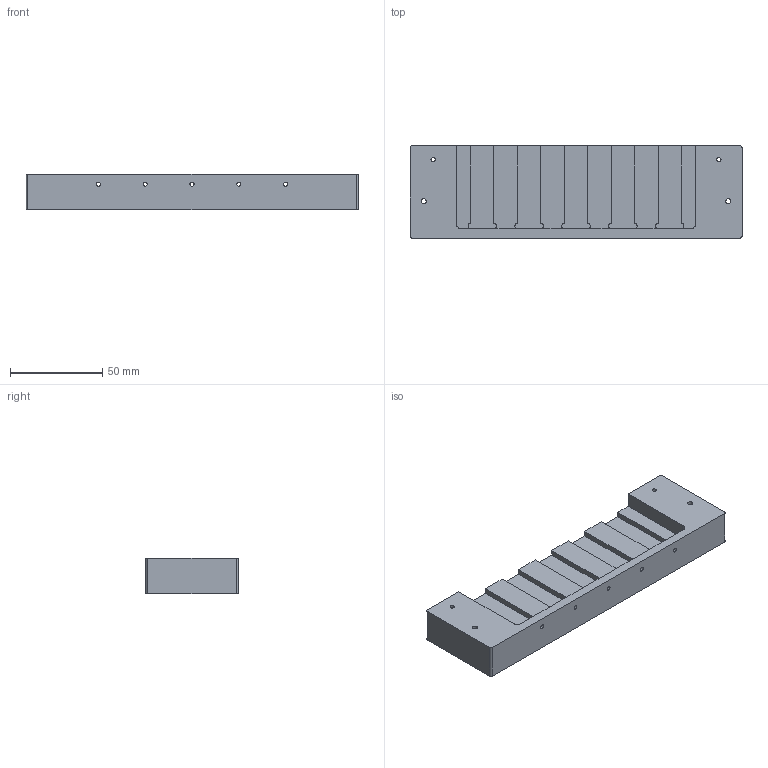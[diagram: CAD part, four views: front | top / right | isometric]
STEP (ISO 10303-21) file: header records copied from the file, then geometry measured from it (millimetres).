
FILE_DESCRIPTION(('FreeCAD Model'),'2;1');
FILE_NAME('cuvette_block.step','2013-05-25T13:40:33',('FreeCAD'),('FreeCAD'), 'Open CASCADE STEP processor 6.3','FreeCAD','Unknown');
FILE_SCHEMA(('AUTOMOTIVE_DESIGN_CC2 { 1 2 10303 214 -1 1 5 4 }'));
Length unit declared in the file: millimetre
Products named in the file (1): Open CASCADE STEP translator 6.3 1
Bounding box: 180 x 50 x 19.05 mm (x, y, z)
Volume: 114187.3 mm3; surface area: 29543.9 mm2
Topology: 1 solids, 1 shells, 70 faces, 193 edges, 125 vertices
Faces by surface type: plane 45, cylinder 25
Full cylindrical faces by diameter (mm): 2.26 x5, 2.261 x2, 2.705 x2
Entity records: 4852 total; most frequent: CARTESIAN_POINT 913, DIRECTION 757, LINE 461, VECTOR 461, ORIENTED_EDGE 386, PCURVE 386, DEFINITIONAL_REPRESENTATION 386, EDGE_CURVE 193
